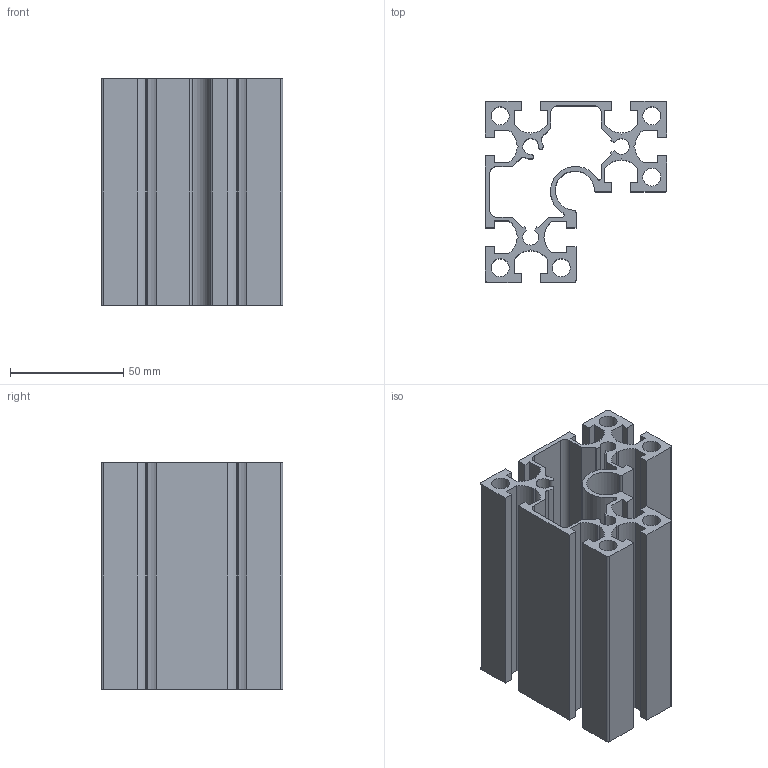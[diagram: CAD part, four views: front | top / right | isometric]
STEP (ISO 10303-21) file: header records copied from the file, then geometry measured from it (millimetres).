
FILE_DESCRIPTION((''),'2;1');
FILE_NAME('AF8840-8.stp','2009-09-01T09:29:55',('Administrator'),(''),'Autodesk Inventor 2008','Autodesk Inventor 2008','');
FILE_SCHEMA(('AUTOMOTIVE_DESIGN { 1 0 10303 214 1 1 1 1 }'));
Length unit declared in the file: millimetre
Products named in the file (1): AF8840-8
Bounding box: 80 x 80 x 100 mm (x, y, z)
Volume: 145971.6 mm3; surface area: 103698.7 mm2
Topology: 1 solids, 1 shells, 147 faces, 435 edges, 290 vertices
Faces by surface type: plane 102, cylinder 45
Full cylindrical faces by diameter (mm): 8 x5
Entity records: 4924 total; most frequent: CARTESIAN_POINT 868, ORIENTED_EDGE 860, DIRECTION 816, EDGE_CURVE 430, VECTOR 340, LINE 340, VERTEX_POINT 290, AXIS2_PLACEMENT_3D 238
